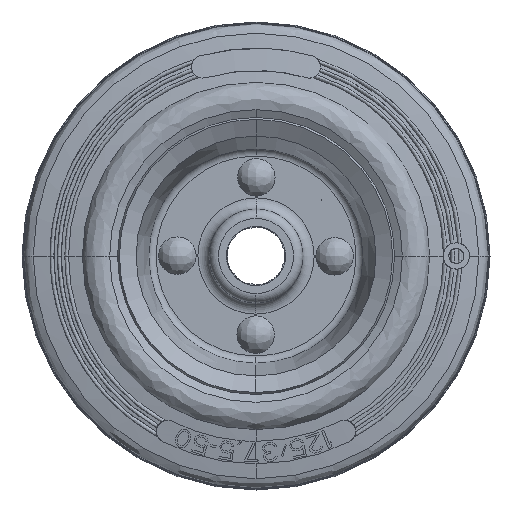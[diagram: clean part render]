
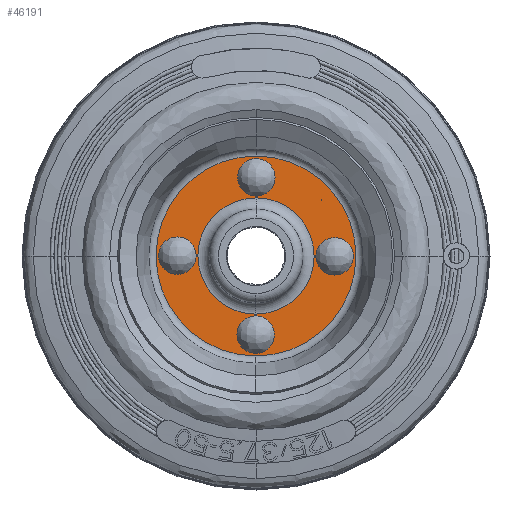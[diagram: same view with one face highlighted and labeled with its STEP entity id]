
A CAD part, left-side view. The second image highlights one B-rep face of the part: STEP entity #46191.
In plain terms, the highlighted planar face has unit normal (-1, 0, 0).
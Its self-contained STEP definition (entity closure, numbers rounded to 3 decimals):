
#242 = CARTESIAN_POINT ( 'NONE',  ( -1., 17.95, 0.071 ) ) ;
#2007 = VERTEX_POINT ( 'NONE', #33128 ) ;
#3205 = DIRECTION ( 'NONE',  ( -1., 0., 0. ) ) ;
#3607 = CARTESIAN_POINT ( 'NONE',  ( -1., 0., 0. ) ) ;
#17218 = FACE_OUTER_BOUND ( 'NONE', #51511, .T. ) ;
#17403 = AXIS2_PLACEMENT_3D ( 'NONE', #19188, #36936, #54623 ) ;
#17509 = CIRCLE ( 'NONE', #21203, 15.525 ) ;
#19095 = AXIS2_PLACEMENT_3D ( 'NONE', #55574, #3205, #38746 ) ;
#19188 = CARTESIAN_POINT ( 'NONE',  ( -1., 0., 0. ) ) ;
#19883 = DIRECTION ( 'NONE',  ( -1., 0., 0. ) ) ;
#20965 = CIRCLE ( 'NONE', #19095, 26.698 ) ;
#21203 = AXIS2_PLACEMENT_3D ( 'NONE', #3607, #42982, #25507 ) ;
#22712 = DIRECTION ( 'NONE',  ( 0., -0.004, 1. ) ) ;
#23117 = CARTESIAN_POINT ( 'NONE',  ( -1., 0.062, -15.525 ) ) ;
#24962 = ORIENTED_EDGE ( 'NONE', *, *, #37154, .T. ) ;
#25507 = DIRECTION ( 'NONE',  ( 0., -0.004, 1. ) ) ;
#26357 = ORIENTED_EDGE ( 'NONE', *, *, #46139, .T. ) ;
#29273 = AXIS2_PLACEMENT_3D ( 'NONE', #33252, #19883, #37639 ) ;
#29735 = FACE_BOUND ( 'NONE', #40065, .T. ) ;
#33128 = CARTESIAN_POINT ( 'NONE',  ( -1., 0.106, -26.698 ) ) ;
#33252 = CARTESIAN_POINT ( 'NONE',  ( -1., 0., 0. ) ) ;
#35967 = CIRCLE ( 'NONE', #17403, 26.698 ) ;
#36936 = DIRECTION ( 'NONE',  ( -1., 0., 0. ) ) ;
#37154 = EDGE_CURVE ( 'NONE', #48883, #2007, #35967, .T. ) ;
#37639 = DIRECTION ( 'NONE',  ( 0., -0.004, 1. ) ) ;
#38746 = DIRECTION ( 'NONE',  ( 0., -0.004, 1. ) ) ;
#39305 = DIRECTION ( 'NONE',  ( -1., 0., 0. ) ) ;
#39530 = EDGE_CURVE ( 'NONE', #50088, #50952, #17509, .T. ) ;
#40065 = EDGE_LOOP ( 'NONE', ( #47003, #52698 ) ) ;
#42982 = DIRECTION ( 'NONE',  ( -1., 0., 0. ) ) ;
#46043 = AXIS2_PLACEMENT_3D ( 'NONE', #242, #39305, #22712 ) ;
#46139 = EDGE_CURVE ( 'NONE', #2007, #48883, #20965, .T. ) ;
#46191 = ADVANCED_FACE ( 'NONE', ( #29735, #17218 ), #53521, .T. ) ;
#47003 = ORIENTED_EDGE ( 'NONE', *, *, #39530, .F. ) ;
#48416 = CARTESIAN_POINT ( 'NONE',  ( -1., -0.062, 15.525 ) ) ;
#48883 = VERTEX_POINT ( 'NONE', #55131 ) ;
#50088 = VERTEX_POINT ( 'NONE', #48416 ) ;
#50952 = VERTEX_POINT ( 'NONE', #23117 ) ;
#51511 = EDGE_LOOP ( 'NONE', ( #24962, #26357 ) ) ;
#52698 = ORIENTED_EDGE ( 'NONE', *, *, #55339, .F. ) ;
#53521 = PLANE ( 'NONE',  #46043 ) ;
#54298 = CIRCLE ( 'NONE', #29273, 15.525 ) ;
#54623 = DIRECTION ( 'NONE',  ( 0., -0.004, 1. ) ) ;
#55131 = CARTESIAN_POINT ( 'NONE',  ( -1., -0.106, 26.698 ) ) ;
#55339 = EDGE_CURVE ( 'NONE', #50952, #50088, #54298, .T. ) ;
#55574 = CARTESIAN_POINT ( 'NONE',  ( -1., 0., 0. ) ) ;
